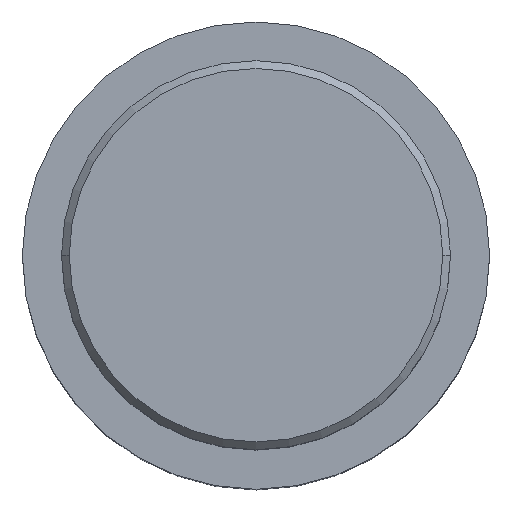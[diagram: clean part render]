
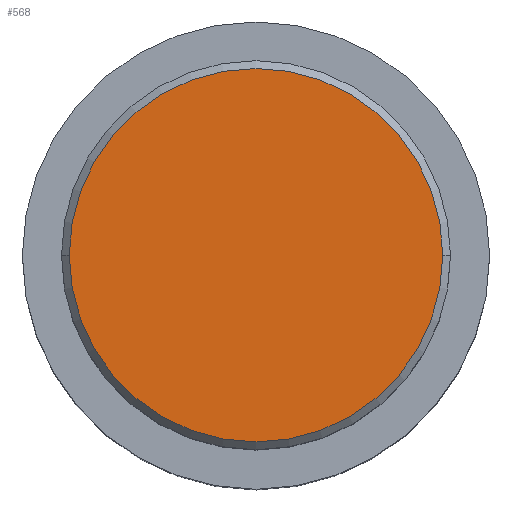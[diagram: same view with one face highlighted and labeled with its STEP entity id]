
A CAD part, top view. The second image highlights one B-rep face of the part: STEP entity #568.
In plain terms, the highlighted planar face has unit normal (0, 0, 1).
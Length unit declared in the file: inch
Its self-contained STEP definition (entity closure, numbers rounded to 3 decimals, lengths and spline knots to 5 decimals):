
#80 = CIRCLE ( 'NONE', #307, 0.23975 ) ;
#104 = PLANE ( 'NONE',  #225 ) ;
#106 = ORIENTED_EDGE ( 'NONE', *, *, #427, .T. ) ;
#110 = DIRECTION ( 'NONE',  ( 1., 0., 0. ) ) ;
#169 = DIRECTION ( 'NONE',  ( 1., 0., 0. ) ) ;
#175 = DIRECTION ( 'NONE',  ( 0., 0., 1. ) ) ;
#225 = AXIS2_PLACEMENT_3D ( 'NONE', #634, #593, #110 ) ;
#235 = AXIS2_PLACEMENT_3D ( 'NONE', #575, #175, #169 ) ;
#307 = AXIS2_PLACEMENT_3D ( 'NONE', #674, #791, #737 ) ;
#427 = EDGE_CURVE ( 'NONE', #724, #521, #80, .T. ) ;
#483 = CARTESIAN_POINT ( 'NONE',  ( -0.23975, 0., 2.62 ) ) ;
#504 = EDGE_CURVE ( 'NONE', #521, #724, #550, .T. ) ;
#521 = VERTEX_POINT ( 'NONE', #747 ) ;
#550 = CIRCLE ( 'NONE', #235, 0.23975 ) ;
#555 = FACE_OUTER_BOUND ( 'NONE', #573, .T. ) ;
#568 = ADVANCED_FACE ( 'NONE', ( #555 ), #104, .T. ) ;
#573 = EDGE_LOOP ( 'NONE', ( #106, #735 ) ) ;
#575 = CARTESIAN_POINT ( 'NONE',  ( 0., 0., 2.62 ) ) ;
#593 = DIRECTION ( 'NONE',  ( 0., 0., 1. ) ) ;
#634 = CARTESIAN_POINT ( 'NONE',  ( 0., 0., 2.62 ) ) ;
#674 = CARTESIAN_POINT ( 'NONE',  ( 0., 0., 2.62 ) ) ;
#724 = VERTEX_POINT ( 'NONE', #483 ) ;
#735 = ORIENTED_EDGE ( 'NONE', *, *, #504, .T. ) ;
#737 = DIRECTION ( 'NONE',  ( 1., 0., 0. ) ) ;
#747 = CARTESIAN_POINT ( 'NONE',  ( 0.23975, 0., 2.62 ) ) ;
#791 = DIRECTION ( 'NONE',  ( 0., 0., 1. ) ) ;
